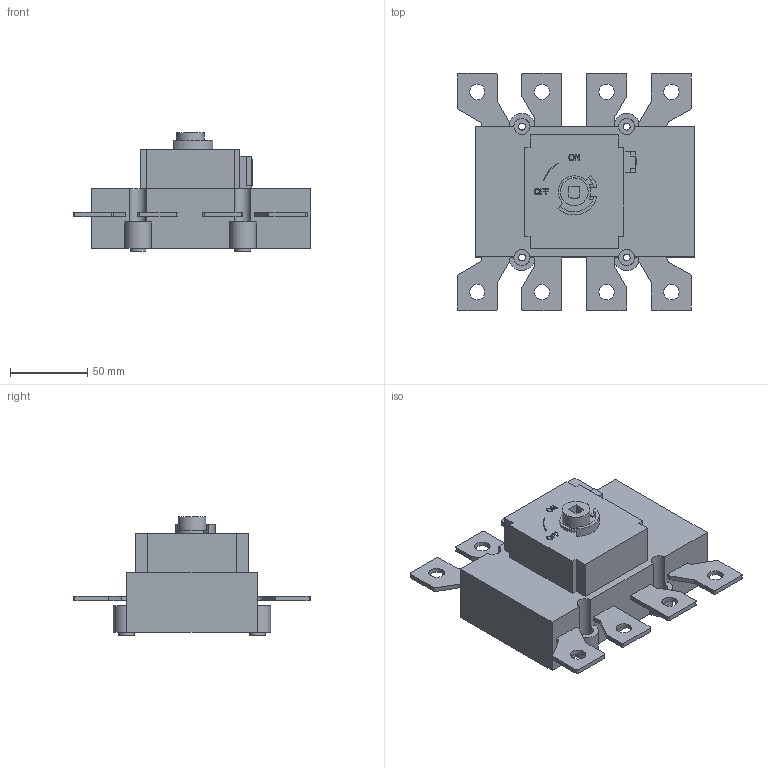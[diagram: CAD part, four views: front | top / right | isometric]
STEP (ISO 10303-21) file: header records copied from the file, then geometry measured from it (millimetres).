
FILE_DESCRIPTION((''),'2;1');
FILE_NAME('Int S5000 IGES.stp','2010-09-03T11:39:15',('idi'),(''),'Autodesk Inventor 2010','Autodesk Inventor 2010','');
FILE_SCHEMA(('AUTOMOTIVE_DESIGN { 1 0 10303 214 1 1 1 1 }'));
Length unit declared in the file: millimetre
Products named in the file (1): Int S5000 200A
Bounding box: 154.2 x 154 x 76.95 mm (x, y, z)
Volume: 604798.2 mm3; surface area: 69669.6 mm2
Topology: 1 solids, 1 shells, 263 faces, 706 edges, 471 vertices
Faces by surface type: plane 176, cylinder 59, bspline 28
Full cylindrical faces by diameter (mm): 4.5 x4, 10 x8, 10.281 x4, 10.5 x4, 18 x1, 18.1 x1
Entity records: 9053 total; most frequent: CARTESIAN_POINT 2269, ORIENTED_EDGE 1358, DIRECTION 1219, EDGE_CURVE 679, VECTOR 499, LINE 499, VERTEX_POINT 466, AXIS2_PLACEMENT_3D 360
